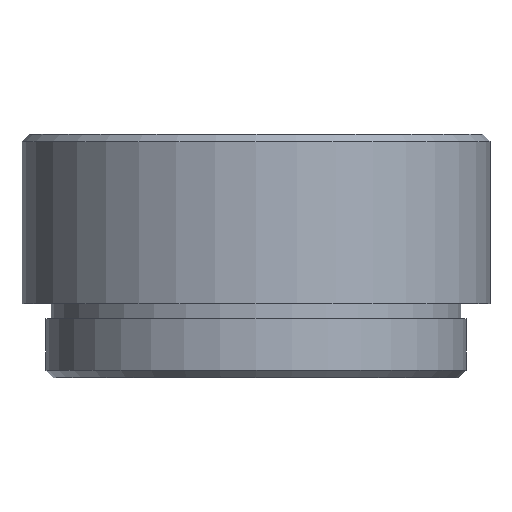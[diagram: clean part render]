
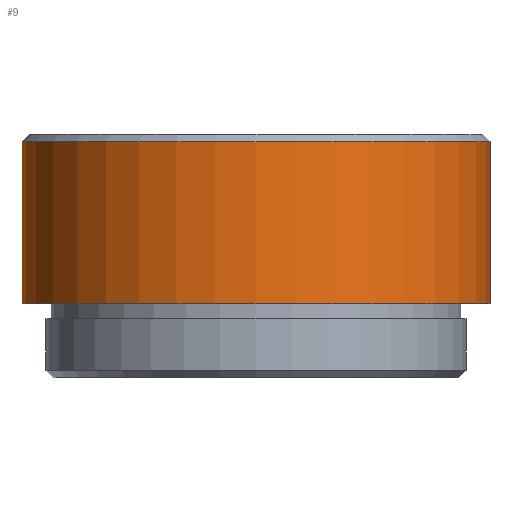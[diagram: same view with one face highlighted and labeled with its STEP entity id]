
A CAD part, front view. The second image highlights one B-rep face of the part: STEP entity #9.
In plain terms, the highlighted cylindrical face has radius 15.878 mm (diameter 31.756 mm), a partial arc.
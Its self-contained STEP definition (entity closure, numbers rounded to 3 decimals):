
#9 = ADVANCED_FACE ( 'NONE', ( #1155 ), #1298, .T. ) ;
#14 = CARTESIAN_POINT ( 'NONE',  ( 15.878, 0., 16.5 ) ) ;
#64 = VERTEX_POINT ( 'NONE', #1305 ) ;
#89 = CIRCLE ( 'NONE', #967, 15.878 ) ;
#337 = CARTESIAN_POINT ( 'NONE',  ( -15.878, 0., 5. ) ) ;
#341 = VERTEX_POINT ( 'NONE', #1650 ) ;
#372 = VERTEX_POINT ( 'NONE', #337 ) ;
#561 = ORIENTED_EDGE ( 'NONE', *, *, #984, .F. ) ;
#600 = VERTEX_POINT ( 'NONE', #956 ) ;
#609 = DIRECTION ( 'NONE',  ( 0., 0., -1. ) ) ;
#648 = DIRECTION ( 'NONE',  ( -1., 0., 0. ) ) ;
#672 = DIRECTION ( 'NONE',  ( 0., 0., -1. ) ) ;
#699 = VECTOR ( 'NONE', #672, 1000. ) ;
#730 = EDGE_CURVE ( 'NONE', #341, #600, #1667, .T. ) ;
#738 = CARTESIAN_POINT ( 'NONE',  ( 0., 0., 16.5 ) ) ;
#836 = ORIENTED_EDGE ( 'NONE', *, *, #1540, .T. ) ;
#878 = ORIENTED_EDGE ( 'NONE', *, *, #730, .T. ) ;
#919 = AXIS2_PLACEMENT_3D ( 'NONE', #1251, #1526, #1657 ) ;
#929 = AXIS2_PLACEMENT_3D ( 'NONE', #738, #609, #1141 ) ;
#956 = CARTESIAN_POINT ( 'NONE',  ( -15.878, 0., 16. ) ) ;
#967 = AXIS2_PLACEMENT_3D ( 'NONE', #1287, #1028, #648 ) ;
#975 = DIRECTION ( 'NONE',  ( 0., 0., -1. ) ) ;
#984 = EDGE_CURVE ( 'NONE', #64, #372, #89, .T. ) ;
#1028 = DIRECTION ( 'NONE',  ( 0., 0., -1. ) ) ;
#1141 = DIRECTION ( 'NONE',  ( -1., 0., 0. ) ) ;
#1148 = VECTOR ( 'NONE', #975, 1000. ) ;
#1155 = FACE_OUTER_BOUND ( 'NONE', #1163, .T. ) ;
#1163 = EDGE_LOOP ( 'NONE', ( #1492, #878, #836, #561 ) ) ;
#1230 = LINE ( 'NONE', #1624, #1148 ) ;
#1251 = CARTESIAN_POINT ( 'NONE',  ( 0., 0., 16. ) ) ;
#1287 = CARTESIAN_POINT ( 'NONE',  ( 0., 0., 5. ) ) ;
#1298 = CYLINDRICAL_SURFACE ( 'NONE', #929, 15.878 ) ;
#1305 = CARTESIAN_POINT ( 'NONE',  ( 15.878, 0., 5. ) ) ;
#1312 = EDGE_CURVE ( 'NONE', #341, #64, #1333, .T. ) ;
#1333 = LINE ( 'NONE', #14, #699 ) ;
#1492 = ORIENTED_EDGE ( 'NONE', *, *, #1312, .F. ) ;
#1526 = DIRECTION ( 'NONE',  ( 0., 0., -1. ) ) ;
#1540 = EDGE_CURVE ( 'NONE', #600, #372, #1230, .T. ) ;
#1624 = CARTESIAN_POINT ( 'NONE',  ( -15.878, 0., 16.5 ) ) ;
#1650 = CARTESIAN_POINT ( 'NONE',  ( 15.878, 0., 16. ) ) ;
#1657 = DIRECTION ( 'NONE',  ( 1., 0., 0. ) ) ;
#1667 = CIRCLE ( 'NONE', #919, 15.878 ) ;
